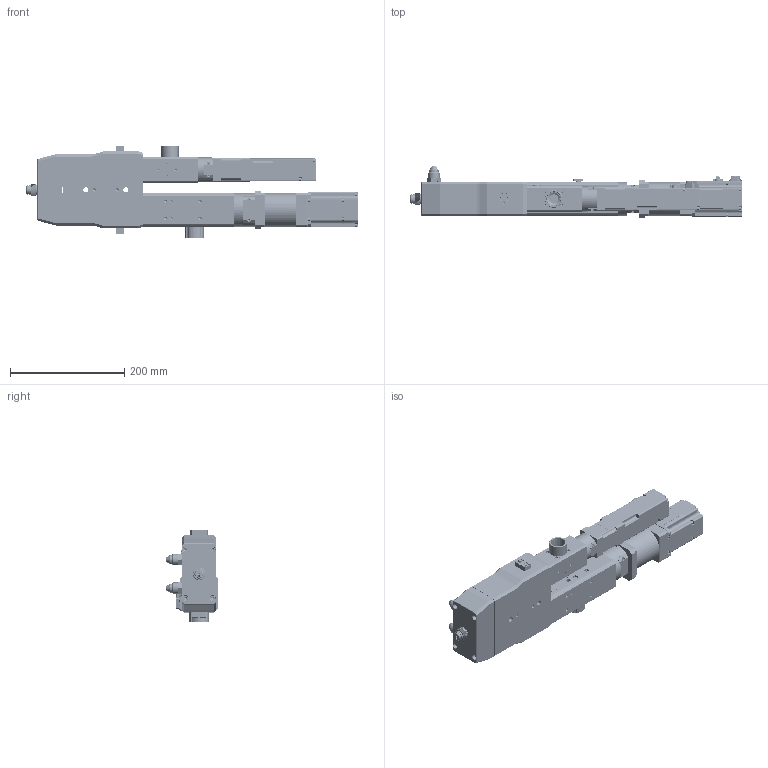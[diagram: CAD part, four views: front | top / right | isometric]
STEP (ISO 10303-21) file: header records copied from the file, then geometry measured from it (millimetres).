
FILE_DESCRIPTION (( 'STEP AP214' ), '1' );
FILE_NAME ('pdpx-5000-1500-t05-cb-ps0250t(瞪殖辨).STEP', '2022-04-20T01:22:51', ( '' ), ( '' ), 'SwSTEP 2.0', 'SolidWorks 2021', '' );
FILE_SCHEMA (( 'AUTOMOTIVE_DESIGN' ));
Length unit declared in the file: millimetre
Products named in the file (40): inlet plug t05 pcp-1500; 05-COUPLING WINDOW; A08-MATERIAL CHAMBER; inlet plug t05 pcp-5000; A11-STATOR SLEEVE-1; ____ ______; PCP-1500-T04-T0380(____)_20220304(2); pdpx-5000-1500-t05-cb-ps0250t(瞪殖辨)(2); A39-INLET PLUG BLANK; MIX  adapter  cB(pdp2000-5000).____; A06-STATOR HOUSING-1; pdpx-5000-1500-t05-cb-ps0250t(______)(2); A12-STATOR CAP-1; cable mount block b pcp-1000; 06-INLET PLUG BLANK; pdpx-5000-1500-t05-cb-ps0250t(瞪殖辨); SLM04GA002G03_Out Line(APMC-FAL015AM8K) pcp-1500 motor; PCP-1500; A11-STATOR SLEEVE-2; orifice adapter pdpx-5000; A08-MATERIAL CHAMBER-0; A28-COUPLING WINDOW; VENT KNOB_1; A06-STATOR HOUSING; 05-HEATING BLANK; PLUG; A40-INLET VENT PLUG A; O-RING(AN023); SLM06GA001G02_Out Line(APMC-FBL02AMK); A13-MATERIAL CHAMBER-0; A16-MOTOR BLOCK; O-RING(S18); A02-STATOR CAP; 04-MOTOR BLOCK; SENSYS SENSOR; O-RING(P22); ____(SA42-)_1500__; A13-MATERIAL CHAMBER; orifice adapter pdp-5000; twin block pdpx-5000-1500
Assembly tree (54 placements, depth 7):
  pdpx-5000-1500-t05-cb-ps0250t(瞪殖辨)
    pdpx-5000-1500-t05-cb-ps0250t(瞪殖辨)(2)
      pdpx-5000-1500-t05-cb-ps0250t(______)(2)
        A13-MATERIAL CHAMBER
          A13-MATERIAL CHAMBER-0
          O-RING(AN023)  x2
          O-RING(P22)  x3
        A11-STATOR SLEEVE-2
          A11-STATOR SLEEVE-1
          O-RING(AN023)  x2
        PCP-1500
          PCP-1500-T04-T0380(____)_20220304(2)
            A08-MATERIAL CHAMBER
              A08-MATERIAL CHAMBER-0
              O-RING(P22)  x3
            A06-STATOR HOUSING
              A06-STATOR HOUSING-1
              O-RING(S18)
            A02-STATOR CAP
            04-MOTOR BLOCK
            05-COUPLING WINDOW  x2
            ____(SA42-)_1500__
          06-INLET PLUG BLANK
        A28-COUPLING WINDOW  x2
        A16-MOTOR BLOCK
        ____ ______
        SLM06GA001G02_Out Line(APMC-FBL02AMK)
        A12-STATOR CAP-1
        orifice adapter pdp-5000
        orifice adapter pdpx-5000
        twin block pdpx-5000-1500
        06-INLET PLUG BLANK
        A39-INLET PLUG BLANK
        05-HEATING BLANK  x2
        A40-INLET VENT PLUG A
        SENSYS SENSOR  x2
        PLUG  x2
        inlet plug t05 pcp-1500
        inlet plug t05 pcp-5000
        VENT KNOB_1
        cable mount block b pcp-1000  x2
        SLM04GA002G03_Out Line(APMC-FAL015AM8K) pcp-1500 motor
        MIX  adapter  cB(pdp2000-5000).____
Bounding box: 582.2 x 90.3 x 162.5 mm (x, y, z)
Volume: 2622046.8 mm3; surface area: 630787.3 mm2
Topology: 120 solids, 120 shells, 6175 faces, 15738 edges, 9959 vertices
Faces by surface type: plane 3011, cylinder 1913, cone 794, bspline 354, torus 93, sphere 10
Entity records: 209602 total; most frequent: CARTESIAN_POINT 64956, ORIENTED_EDGE 29874, DIRECTION 28752, EDGE_CURVE 14937, AXIS2_PLACEMENT_3D 9831, VERTEX_POINT 9588, LINE 9090, VECTOR 9090
